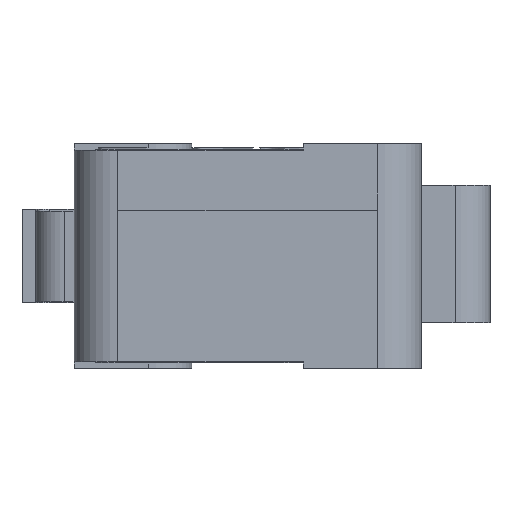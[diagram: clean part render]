
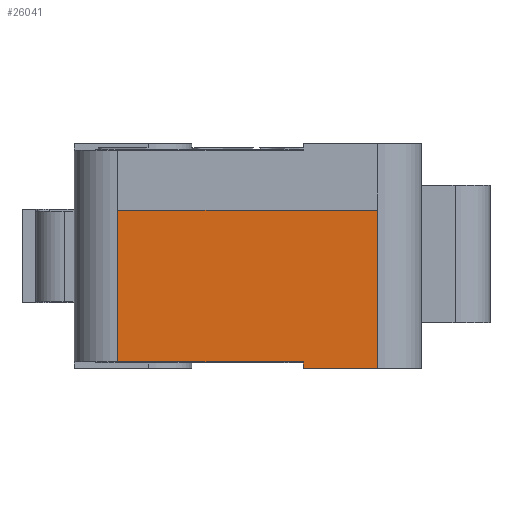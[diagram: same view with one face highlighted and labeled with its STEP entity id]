
A CAD part, left-side view. The second image highlights one B-rep face of the part: STEP entity #26041.
In plain terms, the highlighted planar face has unit normal (-1, 0, 0).
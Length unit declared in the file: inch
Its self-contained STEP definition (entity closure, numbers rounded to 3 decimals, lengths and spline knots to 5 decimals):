
#16279=CARTESIAN_POINT('',(-1.1378,0.25295,0.28543));
#16280=VERTEX_POINT('',#16279);
#16305=CARTESIAN_POINT('',(-1.1378,0.25295,0.01181));
#16306=VERTEX_POINT('',#16305);
#16314=CARTESIAN_POINT('',(-1.1378,0.25295,0.01181));
#16315=DIRECTION('',(0.0,0.0,1.0));
#16316=VECTOR('',#16315,0.27362);
#16317=LINE('',#16314,#16316);
#16318=EDGE_CURVE('',#16306,#16280,#16317,.T.);
#16350=CARTESIAN_POINT('',(-1.1378,-0.21555,0.28543));
#16351=VERTEX_POINT('',#16350);
#16352=CARTESIAN_POINT('',(-1.1378,-0.21555,0.28543));
#16353=DIRECTION('',(0.0,1.0,0.0));
#16354=VECTOR('',#16353,0.4685);
#16355=LINE('',#16352,#16354);
#16356=EDGE_CURVE('',#16351,#16280,#16355,.T.);
#16415=CARTESIAN_POINT('',(-1.1378,-0.21555,0.0));
#16416=VERTEX_POINT('',#16415);
#16417=CARTESIAN_POINT('',(-1.1378,-0.21555,0.0));
#16418=DIRECTION('',(0.0,0.0,1.0));
#16419=VECTOR('',#16418,0.28543);
#16420=LINE('',#16417,#16419);
#16421=EDGE_CURVE('',#16416,#16351,#16420,.T.);
#25648=CARTESIAN_POINT('',(-1.1378,-0.08169,0.01181));
#25649=VERTEX_POINT('',#25648);
#25657=CARTESIAN_POINT('',(-1.1378,-0.08169,0.0));
#25658=VERTEX_POINT('',#25657);
#25665=CARTESIAN_POINT('',(-1.1378,-0.08169,0.01181));
#25666=DIRECTION('',(0.0,0.0,-1.0));
#25667=VECTOR('',#25666,0.01181);
#25668=LINE('',#25665,#25667);
#25669=EDGE_CURVE('',#25649,#25658,#25668,.T.);
#25705=CARTESIAN_POINT('',(-1.1378,0.25295,0.01181));
#25706=DIRECTION('',(0.0,-1.0,0.0));
#25707=VECTOR('',#25706,0.33465);
#25708=LINE('',#25705,#25707);
#25709=EDGE_CURVE('',#16306,#25649,#25708,.T.);
#25777=CARTESIAN_POINT('',(-1.1378,-0.21555,0.0));
#25778=DIRECTION('',(0.0,1.0,0.0));
#25779=VECTOR('',#25778,0.13386);
#25780=LINE('',#25777,#25779);
#25781=EDGE_CURVE('',#16416,#25658,#25780,.T.);
#26028=CARTESIAN_POINT('',(-1.1378,-0.23898,-0.01427));
#26029=DIRECTION('',(-1.0,0.0,0.0));
#26030=DIRECTION('',(0.0,0.0,1.0));
#26031=AXIS2_PLACEMENT_3D('',#26028,#26029,#26030);
#26032=PLANE('',#26031);
#26033=ORIENTED_EDGE('',*,*,#16356,.T.);
#26034=ORIENTED_EDGE('',*,*,#16318,.F.);
#26035=ORIENTED_EDGE('',*,*,#25709,.T.);
#26036=ORIENTED_EDGE('',*,*,#25669,.T.);
#26037=ORIENTED_EDGE('',*,*,#25781,.F.);
#26038=ORIENTED_EDGE('',*,*,#16421,.T.);
#26039=EDGE_LOOP('',(#26033,#26034,#26035,#26036,#26037,#26038));
#26040=FACE_OUTER_BOUND('',#26039,.T.);
#26041=ADVANCED_FACE('',(#26040),#26032,.T.);
